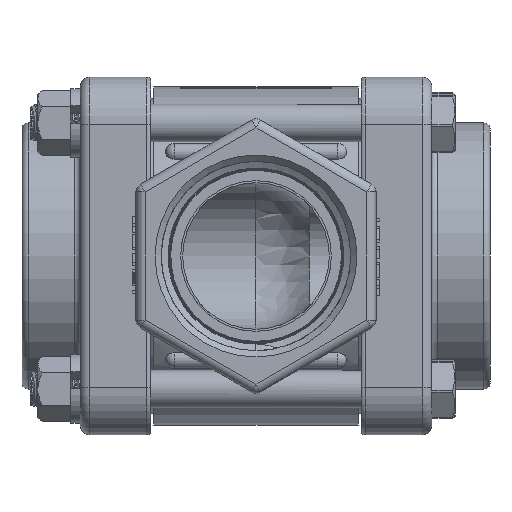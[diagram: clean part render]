
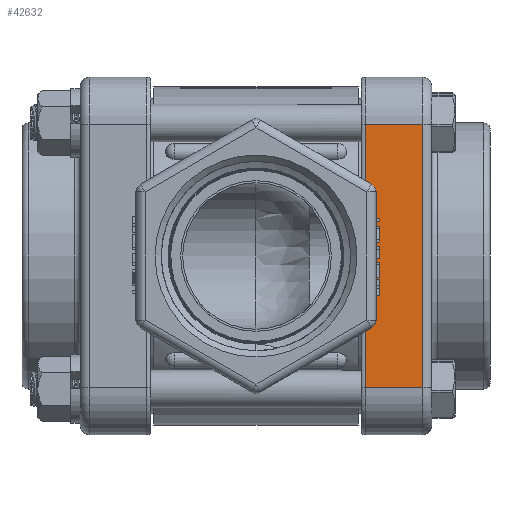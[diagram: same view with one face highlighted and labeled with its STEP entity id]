
A CAD part, front view. The second image highlights one B-rep face of the part: STEP entity #42632.
In plain terms, the highlighted planar face has unit normal (0, -1, 0).
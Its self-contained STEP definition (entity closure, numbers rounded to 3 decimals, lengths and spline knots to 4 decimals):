
#2876=PLANE('',#45675);
#4737=FACE_OUTER_BOUND('',#7240,.T.);
#7240=EDGE_LOOP('',(#34281,#34282,#34283,#34284));
#10450=LINE('',#68318,#14425);
#10459=LINE('',#68361,#14434);
#10460=LINE('',#68363,#14435);
#10596=LINE('',#69110,#14571);
#14425=VECTOR('',#52049,0.3937);
#14434=VECTOR('',#52110,0.3937);
#14435=VECTOR('',#52113,0.3937);
#14571=VECTOR('',#52363,0.3937);
#19564=VERTEX_POINT('',#68312);
#19565=VERTEX_POINT('',#68316);
#19572=VERTEX_POINT('',#68353);
#19573=VERTEX_POINT('',#68357);
#24641=EDGE_CURVE('',#19565,#19564,#10450,.T.);
#24663=EDGE_CURVE('',#19572,#19573,#10459,.T.);
#24664=EDGE_CURVE('',#19564,#19572,#10460,.T.);
#24847=EDGE_CURVE('',#19573,#19565,#10596,.T.);
#34281=ORIENTED_EDGE('',*,*,#24641,.F.);
#34282=ORIENTED_EDGE('',*,*,#24847,.F.);
#34283=ORIENTED_EDGE('',*,*,#24663,.F.);
#34284=ORIENTED_EDGE('',*,*,#24664,.F.);
#42632=ADVANCED_FACE('',(#4737),#2876,.T.);
#45675=AXIS2_PLACEMENT_3D('',#69111,#52364,#52365);
#52049=DIRECTION('',(0.,0.,-1.));
#52110=DIRECTION('',(0.,0.,1.));
#52113=DIRECTION('',(-1.,0.,0.));
#52363=DIRECTION('',(1.,0.,0.));
#52364=DIRECTION('center_axis',(0.,-1.,0.));
#52365=DIRECTION('ref_axis',(0.,0.,-1.));
#68312=CARTESIAN_POINT('',(1.24,-1.78,-1.311));
#68316=CARTESIAN_POINT('',(1.24,-1.78,1.311));
#68318=CARTESIAN_POINT('',(1.24,-1.78,-0.89));
#68353=CARTESIAN_POINT('',(0.67,-1.78,-1.311));
#68357=CARTESIAN_POINT('',(0.67,-1.78,1.311));
#68361=CARTESIAN_POINT('',(0.67,-1.78,-0.89));
#68363=CARTESIAN_POINT('',(0.58,-1.78,-1.311));
#69110=CARTESIAN_POINT('',(0.58,-1.78,1.311));
#69111=CARTESIAN_POINT('Origin',(0.58,-1.78,-1.78));
